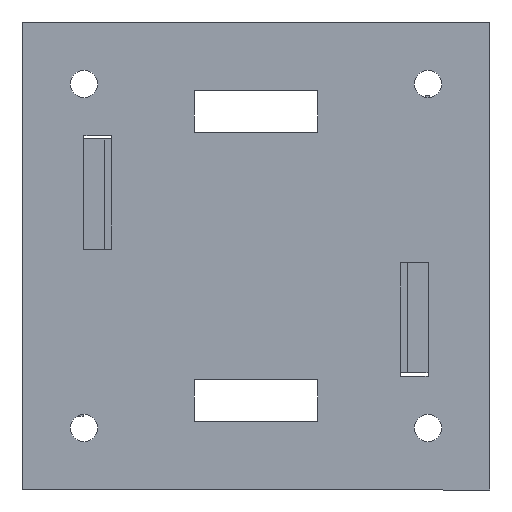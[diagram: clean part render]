
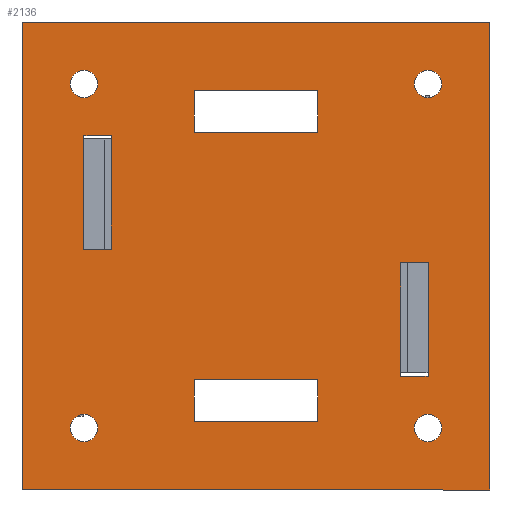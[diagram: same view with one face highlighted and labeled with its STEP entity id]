
A CAD part, front view. The second image highlights one B-rep face of the part: STEP entity #2136.
In plain terms, the highlighted face is planar.
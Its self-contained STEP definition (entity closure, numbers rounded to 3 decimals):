
#126=LINE('',#3047,#394);
#129=LINE('',#3052,#397);
#171=LINE('',#3138,#439);
#174=LINE('',#3143,#442);
#176=LINE('',#3147,#444);
#177=LINE('',#3149,#445);
#178=LINE('',#3152,#446);
#180=LINE('',#3155,#448);
#248=LINE('',#3292,#516);
#250=LINE('',#3296,#518);
#252=LINE('',#3300,#520);
#254=LINE('',#3303,#522);
#256=LINE('',#3308,#524);
#258=LINE('',#3312,#526);
#260=LINE('',#3316,#528);
#262=LINE('',#3319,#530);
#264=LINE('',#3324,#532);
#267=LINE('',#3329,#535);
#269=LINE('',#3333,#537);
#270=LINE('',#3335,#538);
#394=VECTOR('',#2483,3.);
#397=VECTOR('',#2488,9.);
#439=VECTOR('',#2542,9.);
#442=VECTOR('',#2547,3.);
#444=VECTOR('',#2551,3.);
#445=VECTOR('',#2554,9.);
#446=VECTOR('',#2557,3.);
#448=VECTOR('',#2561,9.);
#516=VECTOR('',#2691,8.25);
#518=VECTOR('',#2695,2.);
#520=VECTOR('',#2699,8.25);
#522=VECTOR('',#2703,2.);
#524=VECTOR('',#2707,8.25);
#526=VECTOR('',#2711,2.);
#528=VECTOR('',#2715,8.25);
#530=VECTOR('',#2719,2.);
#532=VECTOR('',#2723,34.);
#535=VECTOR('',#2728,34.);
#537=VECTOR('',#2732,34.);
#538=VECTOR('',#2735,34.);
#675=PLANE('',#2275);
#718=FACE_BOUND('',#946,.T.);
#719=FACE_BOUND('',#947,.T.);
#720=FACE_BOUND('',#948,.T.);
#721=FACE_BOUND('',#949,.T.);
#722=FACE_BOUND('',#950,.T.);
#723=FACE_BOUND('',#951,.T.);
#724=FACE_BOUND('',#952,.T.);
#725=FACE_BOUND('',#953,.T.);
#726=FACE_BOUND('',#954,.T.);
#946=EDGE_LOOP('',(#1905));
#947=EDGE_LOOP('',(#1906));
#948=EDGE_LOOP('',(#1907));
#949=EDGE_LOOP('',(#1908));
#950=EDGE_LOOP('',(#1909,#1910,#1911,#1912));
#951=EDGE_LOOP('',(#1913,#1914,#1915,#1916));
#952=EDGE_LOOP('',(#1917,#1918,#1919,#1920));
#953=EDGE_LOOP('',(#1921,#1922,#1923,#1924));
#954=EDGE_LOOP('',(#1925,#1926,#1927,#1928));
#989=CIRCLE('',#2205,1.);
#991=CIRCLE('',#2208,1.);
#993=CIRCLE('',#2211,1.);
#995=CIRCLE('',#2214,1.);
#1043=VERTEX_POINT('',#3000);
#1045=VERTEX_POINT('',#3005);
#1047=VERTEX_POINT('',#3010);
#1049=VERTEX_POINT('',#3015);
#1059=VERTEX_POINT('',#3044);
#1060=VERTEX_POINT('',#3046);
#1061=VERTEX_POINT('',#3050);
#1098=VERTEX_POINT('',#3135);
#1099=VERTEX_POINT('',#3137);
#1100=VERTEX_POINT('',#3141);
#1101=VERTEX_POINT('',#3145);
#1102=VERTEX_POINT('',#3151);
#1139=VERTEX_POINT('',#3289);
#1140=VERTEX_POINT('',#3291);
#1141=VERTEX_POINT('',#3295);
#1142=VERTEX_POINT('',#3299);
#1143=VERTEX_POINT('',#3305);
#1144=VERTEX_POINT('',#3307);
#1145=VERTEX_POINT('',#3311);
#1146=VERTEX_POINT('',#3315);
#1147=VERTEX_POINT('',#3321);
#1148=VERTEX_POINT('',#3323);
#1149=VERTEX_POINT('',#3327);
#1150=VERTEX_POINT('',#3331);
#1251=EDGE_CURVE('',#1043,#1043,#989,.T.);
#1253=EDGE_CURVE('',#1045,#1045,#991,.T.);
#1255=EDGE_CURVE('',#1047,#1047,#993,.T.);
#1257=EDGE_CURVE('',#1049,#1049,#995,.T.);
#1272=EDGE_CURVE('',#1060,#1059,#126,.T.);
#1275=EDGE_CURVE('',#1059,#1061,#129,.T.);
#1317=EDGE_CURVE('',#1099,#1098,#171,.T.);
#1320=EDGE_CURVE('',#1098,#1100,#174,.T.);
#1322=EDGE_CURVE('',#1061,#1101,#176,.T.);
#1323=EDGE_CURVE('',#1101,#1060,#177,.T.);
#1324=EDGE_CURVE('',#1102,#1099,#178,.T.);
#1326=EDGE_CURVE('',#1100,#1102,#180,.T.);
#1394=EDGE_CURVE('',#1140,#1139,#248,.T.);
#1396=EDGE_CURVE('',#1141,#1140,#250,.T.);
#1398=EDGE_CURVE('',#1142,#1141,#252,.T.);
#1400=EDGE_CURVE('',#1139,#1142,#254,.T.);
#1402=EDGE_CURVE('',#1144,#1143,#256,.T.);
#1404=EDGE_CURVE('',#1145,#1144,#258,.T.);
#1406=EDGE_CURVE('',#1146,#1145,#260,.T.);
#1408=EDGE_CURVE('',#1143,#1146,#262,.T.);
#1410=EDGE_CURVE('',#1148,#1147,#264,.T.);
#1413=EDGE_CURVE('',#1147,#1149,#267,.T.);
#1415=EDGE_CURVE('',#1149,#1150,#269,.T.);
#1416=EDGE_CURVE('',#1150,#1148,#270,.T.);
#1905=ORIENTED_EDGE('',*,*,#1251,.T.);
#1906=ORIENTED_EDGE('',*,*,#1253,.T.);
#1907=ORIENTED_EDGE('',*,*,#1255,.T.);
#1908=ORIENTED_EDGE('',*,*,#1257,.T.);
#1909=ORIENTED_EDGE('',*,*,#1275,.T.);
#1910=ORIENTED_EDGE('',*,*,#1322,.T.);
#1911=ORIENTED_EDGE('',*,*,#1323,.T.);
#1912=ORIENTED_EDGE('',*,*,#1272,.T.);
#1913=ORIENTED_EDGE('',*,*,#1324,.T.);
#1914=ORIENTED_EDGE('',*,*,#1317,.T.);
#1915=ORIENTED_EDGE('',*,*,#1320,.T.);
#1916=ORIENTED_EDGE('',*,*,#1326,.T.);
#1917=ORIENTED_EDGE('',*,*,#1394,.T.);
#1918=ORIENTED_EDGE('',*,*,#1400,.T.);
#1919=ORIENTED_EDGE('',*,*,#1398,.T.);
#1920=ORIENTED_EDGE('',*,*,#1396,.T.);
#1921=ORIENTED_EDGE('',*,*,#1402,.T.);
#1922=ORIENTED_EDGE('',*,*,#1408,.T.);
#1923=ORIENTED_EDGE('',*,*,#1406,.T.);
#1924=ORIENTED_EDGE('',*,*,#1404,.T.);
#1925=ORIENTED_EDGE('',*,*,#1410,.T.);
#1926=ORIENTED_EDGE('',*,*,#1413,.T.);
#1927=ORIENTED_EDGE('',*,*,#1415,.T.);
#1928=ORIENTED_EDGE('',*,*,#1416,.T.);
#2136=ADVANCED_FACE('',(#718,#719,#720,#721,#722,#723,#724,#725,#726),#675,
 .F.);
#2205=AXIS2_PLACEMENT_3D('',#3001,#2438,#2439);
#2208=AXIS2_PLACEMENT_3D('',#3006,#2444,#2445);
#2211=AXIS2_PLACEMENT_3D('',#3011,#2450,#2451);
#2214=AXIS2_PLACEMENT_3D('',#3016,#2456,#2457);
#2275=AXIS2_PLACEMENT_3D('',#3336,#2736,#2737);
#2438=DIRECTION('center_axis',(0.,0.,1.));
#2439=DIRECTION('ref_axis',(-1.,0.,0.));
#2444=DIRECTION('center_axis',(0.,0.,1.));
#2445=DIRECTION('ref_axis',(-1.,0.,0.));
#2450=DIRECTION('center_axis',(0.,0.,1.));
#2451=DIRECTION('ref_axis',(-1.,0.,0.));
#2456=DIRECTION('center_axis',(0.,0.,1.));
#2457=DIRECTION('ref_axis',(-1.,0.,0.));
#2483=DIRECTION('',(0.,1.,0.));
#2488=DIRECTION('',(-1.,0.,0.));
#2542=DIRECTION('',(-1.,0.,0.));
#2547=DIRECTION('',(0.,-1.,0.));
#2551=DIRECTION('',(0.,-1.,0.));
#2554=DIRECTION('',(1.,0.,0.));
#2557=DIRECTION('',(0.,1.,0.));
#2561=DIRECTION('',(1.,0.,0.));
#2691=DIRECTION('',(0.,1.,0.));
#2695=DIRECTION('',(1.,0.,0.));
#2699=DIRECTION('',(0.,-1.,0.));
#2703=DIRECTION('',(-1.,0.,0.));
#2707=DIRECTION('',(0.,1.,0.));
#2711=DIRECTION('',(1.,0.,0.));
#2715=DIRECTION('',(0.,-1.,0.));
#2719=DIRECTION('',(-1.,0.,0.));
#2723=DIRECTION('',(-1.,0.,0.));
#2728=DIRECTION('',(0.,1.,0.));
#2732=DIRECTION('',(1.,0.,0.));
#2735=DIRECTION('',(0.,-1.,0.));
#2736=DIRECTION('center_axis',(0.,0.,1.));
#2737=DIRECTION('ref_axis',(1.,0.,0.));
#3000=CARTESIAN_POINT('',(-3.5,4.5,0.));
#3001=CARTESIAN_POINT('Origin',(-4.5,4.5,0.));
#3005=CARTESIAN_POINT('',(-28.5,4.5,0.));
#3006=CARTESIAN_POINT('Origin',(-29.5,4.5,0.));
#3010=CARTESIAN_POINT('',(-3.5,29.5,0.));
#3011=CARTESIAN_POINT('Origin',(-4.5,29.5,0.));
#3015=CARTESIAN_POINT('',(-28.5,29.5,0.));
#3016=CARTESIAN_POINT('Origin',(-29.5,29.5,0.));
#3044=CARTESIAN_POINT('',(-12.5,29.,0.));
#3046=CARTESIAN_POINT('',(-12.5,26.,0.));
#3047=CARTESIAN_POINT('',(-12.5,21.5,0.));
#3050=CARTESIAN_POINT('',(-21.5,29.,0.));
#3052=CARTESIAN_POINT('',(-14.75,29.,0.));
#3135=CARTESIAN_POINT('',(-21.5,8.,0.));
#3137=CARTESIAN_POINT('',(-12.5,8.,0.));
#3138=CARTESIAN_POINT('',(-14.75,8.,0.));
#3141=CARTESIAN_POINT('',(-21.5,5.,0.));
#3143=CARTESIAN_POINT('',(-21.5,12.5,0.));
#3145=CARTESIAN_POINT('',(-21.5,26.,0.));
#3147=CARTESIAN_POINT('',(-21.5,23.,0.));
#3149=CARTESIAN_POINT('',(-19.25,26.,0.));
#3151=CARTESIAN_POINT('',(-12.5,5.,0.));
#3152=CARTESIAN_POINT('',(-12.5,11.,0.));
#3155=CARTESIAN_POINT('',(-19.25,5.,0.));
#3289=CARTESIAN_POINT('',(-27.5,16.5,0.));
#3291=CARTESIAN_POINT('',(-27.5,8.25,0.));
#3292=CARTESIAN_POINT('',(-27.5,16.75,0.));
#3295=CARTESIAN_POINT('',(-29.5,8.25,0.));
#3296=CARTESIAN_POINT('',(-22.25,8.25,0.));
#3299=CARTESIAN_POINT('',(-29.5,16.5,0.));
#3300=CARTESIAN_POINT('',(-29.5,12.625,0.));
#3303=CARTESIAN_POINT('',(-23.25,16.5,0.));
#3305=CARTESIAN_POINT('',(-4.5,25.75,0.));
#3307=CARTESIAN_POINT('',(-4.5,17.5,0.));
#3308=CARTESIAN_POINT('',(-4.5,21.375,0.));
#3311=CARTESIAN_POINT('',(-6.5,17.5,0.));
#3312=CARTESIAN_POINT('',(-10.75,17.5,0.));
#3315=CARTESIAN_POINT('',(-6.5,25.75,0.));
#3316=CARTESIAN_POINT('',(-6.5,17.25,0.));
#3319=CARTESIAN_POINT('',(-11.75,25.75,0.));
#3321=CARTESIAN_POINT('',(-34.,0.,0.));
#3323=CARTESIAN_POINT('',(0.,0.,0.));
#3324=CARTESIAN_POINT('',(0.,0.,0.));
#3327=CARTESIAN_POINT('',(-34.,34.,0.));
#3329=CARTESIAN_POINT('',(-34.,0.,0.));
#3331=CARTESIAN_POINT('',(0.,34.,0.));
#3333=CARTESIAN_POINT('',(-34.,34.,0.));
#3335=CARTESIAN_POINT('',(0.,34.,0.));
#3336=CARTESIAN_POINT('Origin',(-17.,17.,0.));
